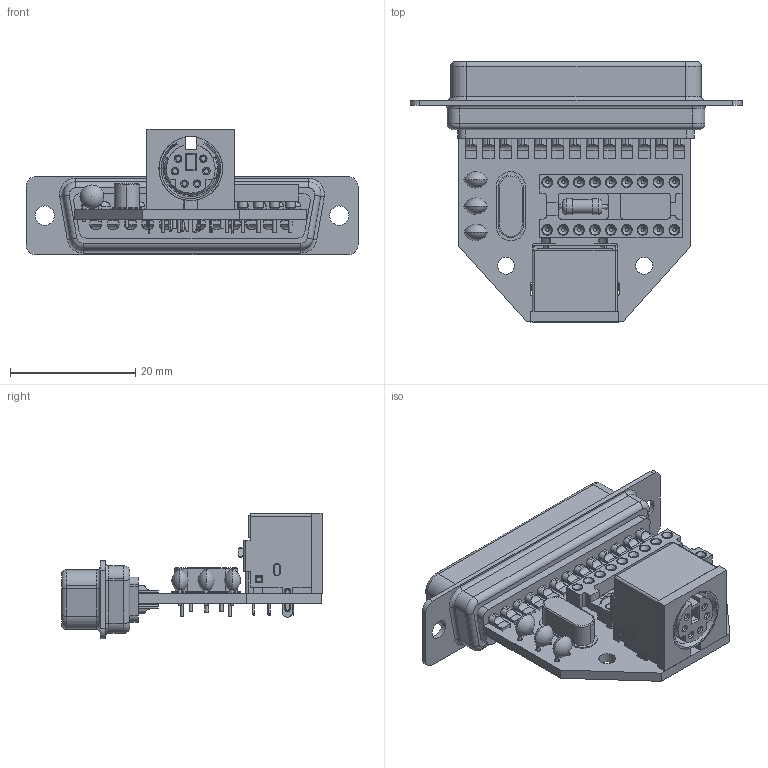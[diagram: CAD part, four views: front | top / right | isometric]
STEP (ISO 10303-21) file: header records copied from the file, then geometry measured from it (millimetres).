
FILE_DESCRIPTION(('KiCad electronic assembly'),'2;1');
FILE_NAME('Parallel-to-PS2-Keyboard-Adapter.step','2025-01-25T11:02:39', ('Pcbnew'),('Kicad'),'Open CASCADE STEP processor 7.8', 'KiCad to STEP converter','Unknown');
FILE_SCHEMA(('AUTOMOTIVE_DESIGN { 1 0 10303 214 1 1 1 1 }'));
Length unit declared in the file: millimetre
Products named in the file (14): Parallel-to-PS2-Keyboard-Adapter 1; C_Disc_D3.8mm_W2.6mm_P2.50mm; C_Disc_D38mm_W26mm_P250mm; R_Axial_DIN0207_L6.3mm_D2.5mm_P7.62mm_Horizontal; R_Axial_DIN0207_L63mm_D25mm_P762mm_Horizontal; 5-747912-4; DIP-18_W7.62mm_Socket; DIP_18_W762mm_Socket; Crystal_HC49-4H_Vertical; CUI_DEVICES_MD-60SM; Parallel-to-PS2-Keyboard-Adapter_PCB
Assembly tree (15 placements, depth 3):
  Parallel-to-PS2-Keyboard-Adapter 1
    C_Disc_D3.8mm_W2.6mm_P2.50mm  x3
      C_Disc_D38mm_W26mm_P250mm
    R_Axial_DIN0207_L6.3mm_D2.5mm_P7.62mm_Horizontal
      R_Axial_DIN0207_L63mm_D25mm_P762mm_Horizontal
    5-747912-4
      5-747912-4
    DIP-18_W7.62mm_Socket
      DIP_18_W762mm_Socket
    Crystal_HC49-4H_Vertical
      Crystal_HC49-4H_Vertical
    CUI_DEVICES_MD-60SM
      CUI_DEVICES_MD-60SM
    Parallel-to-PS2-Keyboard-Adapter_PCB
Bounding box: 53.1 x 41.61 x 20.05 mm (x, y, z)
Volume: 6573.5 mm3; surface area: 10529.4 mm2
Topology: 17 solids, 17 shells, 1423 faces, 3524 edges, 2281 vertices
Faces by surface type: plane 744, cylinder 520, cone 75, torus 56, revolution 14, bspline 8, sphere 6
Full cylindrical faces by diameter (mm): 0.5 x8, 0.508 x36, 0.6 x2, 0.8 x28, 0.9 x6, 1.524 x18, 1.724 x18, 2.25 x1, 2.5 x2, 2.7 x2
Entity records: 46038 total; most frequent: CARTESIAN_POINT 9424, DIRECTION 7249, ORIENTED_EDGE 6936, EDGE_CURVE 3468, AXIS2_PLACEMENT_3D 2544, VERTEX_POINT 2247, LINE 2155, VECTOR 2155
